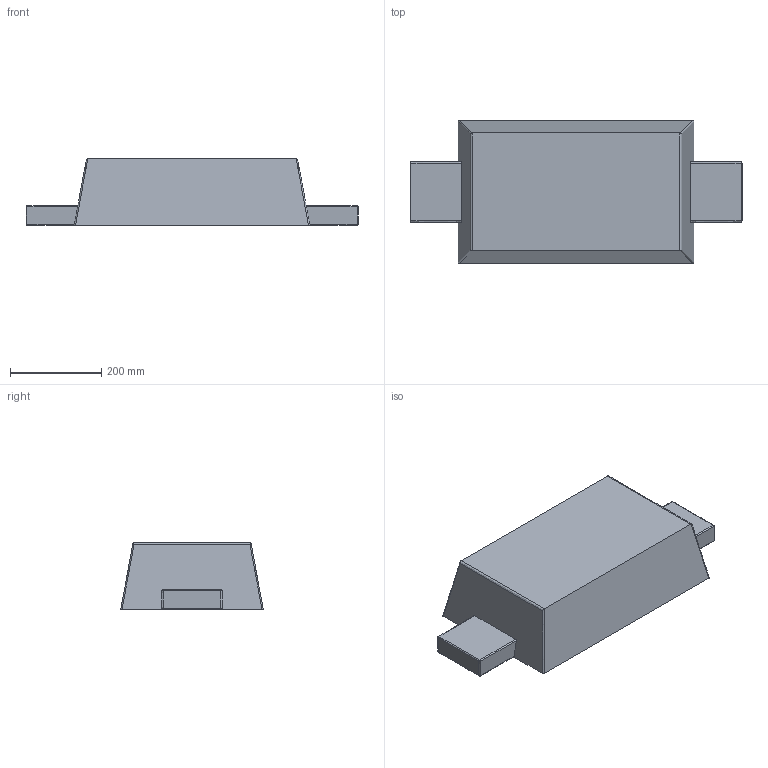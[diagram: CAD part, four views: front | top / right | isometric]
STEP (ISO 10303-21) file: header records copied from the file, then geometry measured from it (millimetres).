
FILE_DESCRIPTION(/* description */ (''),/* implementation_level */ '2;1');
FILE_NAME(/* name */ 'SOD-523',/* time_stamp */ '2019-10-29T10:52:25+08:00',/* author */ (''),/* organization */ (''),/* preprocessor_version */ 'ST-DEVELOPER v10',/* originating_system */ '',/* authorisation */ '');
FILE_SCHEMA (('CONFIG_CONTROL_DESIGN'));
Length unit declared in the file: centimetre
Products named in the file (1): 1
Bounding box: 725.97 x 311.89 x 145.19 mm (x, y, z)
Volume: 21438606.4 mm3; surface area: 603528.4 mm2
Topology: 3 solids, 3 shells, 48 faces, 103 edges, 61 vertices
Faces by surface type: bspline 48
Entity records: 1717 total; most frequent: CARTESIAN_POINT 1058, ORIENTED_EDGE 204, EDGE_CURVE 102, VERTEX_POINT 60, ADVANCED_FACE 48, FACE_OUTER_BOUND 48, EDGE_LOOP 48, B_SPLINE_CURVE_WITH_KNOTS 35
